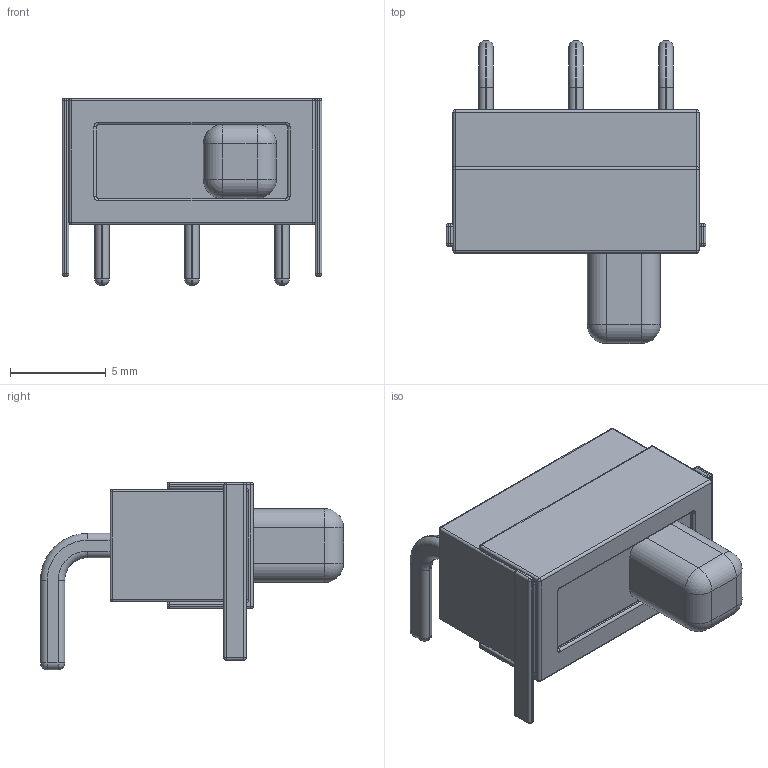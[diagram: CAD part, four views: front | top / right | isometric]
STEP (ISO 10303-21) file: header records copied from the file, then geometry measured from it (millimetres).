
FILE_DESCRIPTION(('FreeCAD Model'),'2;1');
FILE_NAME('Open CASCADE Shape Model','2023-08-09T17:38:20',(''),(''), 'Open CASCADE STEP processor 7.6','FreeCAD','Unknown');
FILE_SCHEMA(('AUTOMOTIVE_DESIGN { 1 0 10303 214 1 1 1 1 }'));
Length unit declared in the file: millimetre
Products named in the file (8): Unnamed; Case; Shield; ShieldTerminals; ShieldTerminals_Single; Terminals; Terminals_Single; Slider
Assembly tree (10 placements, depth 3):
  Unnamed
    Case
    Shield
    ShieldTerminals
      ShieldTerminals_Single  x2
    Terminals
      Terminals_Single  x3
    Slider
Bounding box: 13.57 x 15.83 x 9.78 mm (x, y, z)
Volume: 689.3 mm3; surface area: 973.8 mm2
Topology: 8 solids, 8 shells, 260 faces, 580 edges, 284 vertices
Faces by surface type: cylinder 122, plane 62, sphere 52, torus 24
Entity records: 9215 total; most frequent: DIRECTION 1550, CARTESIAN_POINT 1545, LINE 808, VECTOR 808, ORIENTED_EDGE 704, PCURVE 704, DEFINITIONAL_REPRESENTATION 704, AXIS2_PLACEMENT_3D 365
